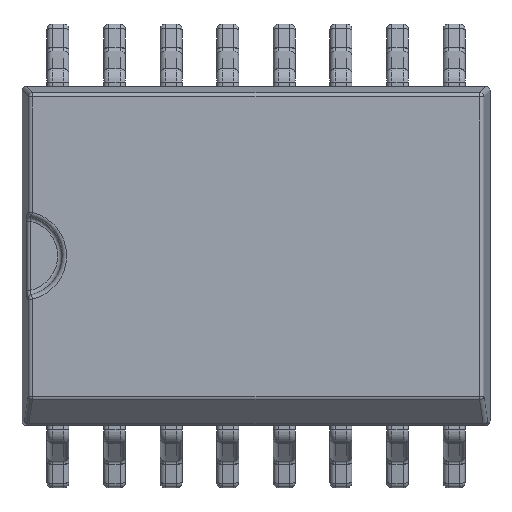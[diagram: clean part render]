
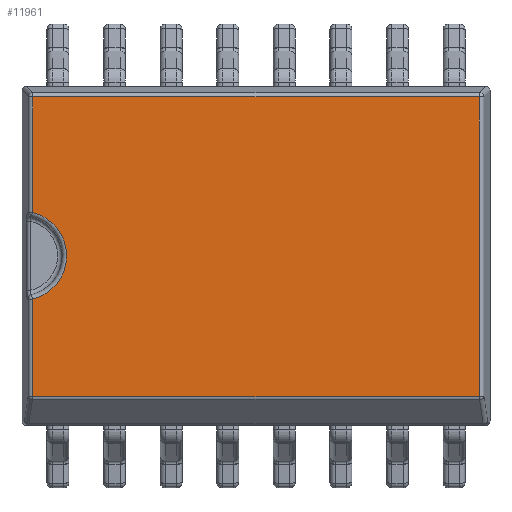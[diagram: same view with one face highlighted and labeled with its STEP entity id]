
A CAD part, top view. The second image highlights one B-rep face of the part: STEP entity #11961.
In plain terms, the highlighted planar face has unit normal (0, 0, 1).
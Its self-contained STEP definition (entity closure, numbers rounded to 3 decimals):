
#47=PLANE('',#12907);
#385=LINE('',#18878,#1313);
#387=LINE('',#18916,#1315);
#391=LINE('',#18936,#1319);
#393=LINE('',#18939,#1321);
#443=LINE('',#19103,#1371);
#1313=VECTOR('',#14492,10.);
#1315=VECTOR('',#14536,10.);
#1319=VECTOR('',#14560,10.);
#1321=VECTOR('',#14564,10.);
#1371=VECTOR('',#14764,10.);
#2867=FACE_OUTER_BOUND('',#3709,.T.);
#3709=EDGE_LOOP('',(#8433,#8434,#8435,#8436,#8437,#8438));
#4563=CIRCLE('',#12901,1.);
#5344=VERTEX_POINT('',#18801);
#5350=VERTEX_POINT('',#18870);
#5353=VERTEX_POINT('',#18880);
#5361=VERTEX_POINT('',#18897);
#5367=VERTEX_POINT('',#18911);
#5373=VERTEX_POINT('',#18931);
#6390=EDGE_CURVE('',#5350,#5344,#385,.T.);
#6407=EDGE_CURVE('',#5353,#5367,#387,.T.);
#6417=EDGE_CURVE('',#5367,#5373,#391,.T.);
#6419=EDGE_CURVE('',#5373,#5361,#393,.T.);
#6508=EDGE_CURVE('',#5361,#5350,#443,.T.);
#6513=EDGE_CURVE('',#5344,#5353,#4563,.T.);
#8433=ORIENTED_EDGE('',*,*,#6407,.F.);
#8434=ORIENTED_EDGE('',*,*,#6513,.F.);
#8435=ORIENTED_EDGE('',*,*,#6390,.F.);
#8436=ORIENTED_EDGE('',*,*,#6508,.F.);
#8437=ORIENTED_EDGE('',*,*,#6419,.F.);
#8438=ORIENTED_EDGE('',*,*,#6417,.F.);
#11961=ADVANCED_FACE('',(#2867),#47,.T.);
#12901=AXIS2_PLACEMENT_3D('',#19130,#14775,#14776);
#12907=AXIS2_PLACEMENT_3D('',#19138,#14789,#14790);
#14492=DIRECTION('',(0.,1.,0.));
#14536=DIRECTION('',(0.,1.,0.));
#14560=DIRECTION('',(1.,0.,0.));
#14564=DIRECTION('',(0.,-1.,0.));
#14764=DIRECTION('',(-1.,0.,0.));
#14775=DIRECTION('center_axis',(0.,0.,1.));
#14776=DIRECTION('ref_axis',(1.,0.,0.));
#14789=DIRECTION('center_axis',(0.,0.,1.));
#14790=DIRECTION('ref_axis',(1.,0.,0.));
#18801=CARTESIAN_POINT('',(-5.014,-0.972,2.45));
#18870=CARTESIAN_POINT('',(-5.014,-3.159,2.45));
#18878=CARTESIAN_POINT('',(-5.014,0.95,2.45));
#18880=CARTESIAN_POINT('',(-5.014,0.972,2.45));
#18897=CARTESIAN_POINT('',(5.014,-3.159,2.45));
#18911=CARTESIAN_POINT('',(-5.014,3.564,2.45));
#18916=CARTESIAN_POINT('',(-5.014,0.95,2.45));
#18931=CARTESIAN_POINT('',(5.014,3.564,2.45));
#18936=CARTESIAN_POINT('',(1.313,3.564,2.45));
#18939=CARTESIAN_POINT('',(5.014,-0.95,2.45));
#19103=CARTESIAN_POINT('',(-1.313,-3.159,2.45));
#19130=CARTESIAN_POINT('Origin',(-5.25,0.,2.45));
#19138=CARTESIAN_POINT('Origin',(0.,0.,2.45));
